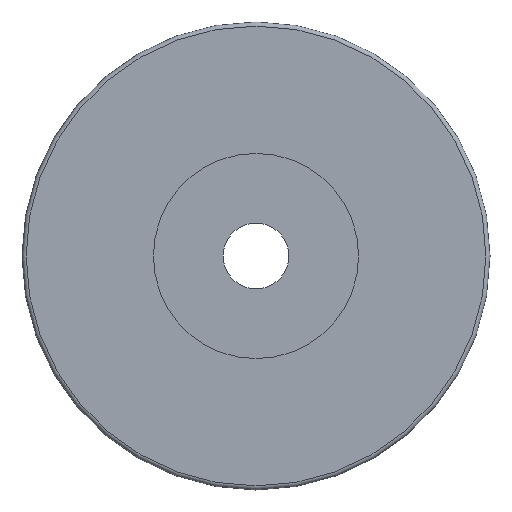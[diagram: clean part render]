
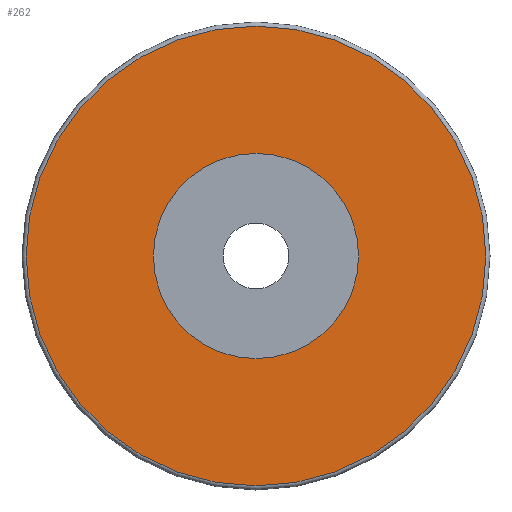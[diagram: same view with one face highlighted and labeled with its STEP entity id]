
A CAD part, front view. The second image highlights one B-rep face of the part: STEP entity #262.
In plain terms, the highlighted planar face has unit normal (0, -1, 0).
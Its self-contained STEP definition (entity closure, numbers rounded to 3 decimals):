
#53=FACE_BOUND('',#102,.T.);
#59=PLANE('',#362);
#86=FACE_OUTER_BOUND('',#101,.T.);
#101=EDGE_LOOP('',(#217,#218));
#102=EDGE_LOOP('',(#219));
#124=CIRCLE('',#359,28.);
#126=CIRCLE('',#361,28.);
#127=CIRCLE('',#363,12.5);
#151=VERTEX_POINT('',#514);
#152=VERTEX_POINT('',#515);
#153=VERTEX_POINT('',#520);
#175=EDGE_CURVE('',#151,#152,#124,.T.);
#177=EDGE_CURVE('',#152,#151,#126,.T.);
#178=EDGE_CURVE('',#153,#153,#127,.T.);
#217=ORIENTED_EDGE('',*,*,#175,.F.);
#218=ORIENTED_EDGE('',*,*,#177,.F.);
#219=ORIENTED_EDGE('',*,*,#178,.T.);
#262=ADVANCED_FACE('',(#86,#53),#59,.F.);
#359=AXIS2_PLACEMENT_3D('',#516,#421,#422);
#361=AXIS2_PLACEMENT_3D('',#518,#425,#426);
#362=AXIS2_PLACEMENT_3D('',#519,#427,#428);
#363=AXIS2_PLACEMENT_3D('',#521,#429,#430);
#421=DIRECTION('center_axis',(0.,1.,0.));
#422=DIRECTION('ref_axis',(1.,0.,0.));
#425=DIRECTION('center_axis',(0.,1.,0.));
#426=DIRECTION('ref_axis',(1.,0.,0.));
#427=DIRECTION('center_axis',(0.,1.,0.));
#428=DIRECTION('ref_axis',(0.,0.,1.));
#429=DIRECTION('center_axis',(0.,1.,0.));
#430=DIRECTION('ref_axis',(1.,0.,0.));
#514=CARTESIAN_POINT('',(-28.,-3.8,0.));
#515=CARTESIAN_POINT('',(0.,-3.8,28.));
#516=CARTESIAN_POINT('Origin',(0.,-3.8,0.));
#518=CARTESIAN_POINT('Origin',(0.,-3.8,0.));
#519=CARTESIAN_POINT('Origin',(0.,-3.8,0.));
#520=CARTESIAN_POINT('',(-12.5,-3.8,0.));
#521=CARTESIAN_POINT('Origin',(0.,-3.8,0.));
